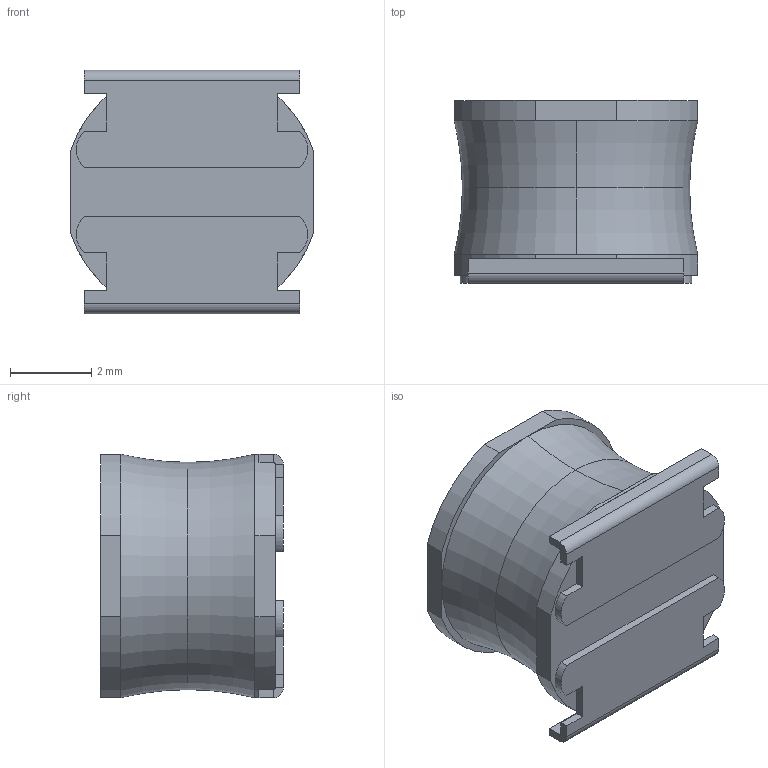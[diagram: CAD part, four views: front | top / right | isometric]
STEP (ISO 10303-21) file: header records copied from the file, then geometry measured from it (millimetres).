
FILE_DESCRIPTION (( 'STEP AP214' ), '1' );
FILE_NAME ('1255AY-3R9N=P3.STEP', '2020-01-27T22:37:02', ( '' ), ( '' ), 'SwSTEP 2.0', 'SolidWorks 2017', '' );
FILE_SCHEMA (( 'AUTOMOTIVE_DESIGN' ));
Length unit declared in the file: millimetre
Products named in the file (1): 1255AY-3R9N=P3
Bounding box: 6 x 4.5 x 6 mm (x, y, z)
Volume: 120.8 mm3; surface area: 320.8 mm2
Topology: 5 solids, 5 shells, 74 faces, 174 edges, 110 vertices
Faces by surface type: plane 54, cylinder 16, torus 4
Entity records: 2170 total; most frequent: DIRECTION 370, CARTESIAN_POINT 359, ORIENTED_EDGE 348, EDGE_CURVE 174, VECTOR 128, LINE 128, AXIS2_PLACEMENT_3D 121, VERTEX_POINT 110
